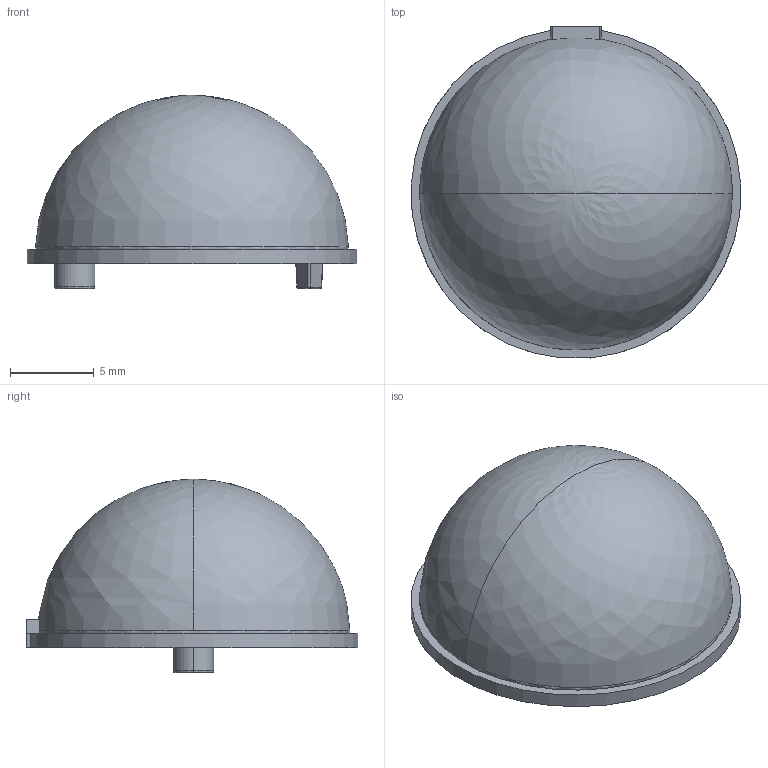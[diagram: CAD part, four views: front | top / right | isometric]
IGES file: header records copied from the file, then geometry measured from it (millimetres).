
Start section:  PTC IGES file: 60521.igs
Global section: file name: 60521.igs; native system: Pro/ENGINEER by Parametric Technology Corporation; preprocessor: 2010280; author: casea; organization: Unknown; date: 20120511.143201; units: millimetre
Bounding box: 19.67 x 19.81 x 11.54 mm (x, y, z)
Volume: 1613.4 mm3; surface area: 1039 mm2
Topology: 1 solids, 1 shells, 40 faces, 95 edges, 56 vertices
Faces by surface type: revolution 26, bspline 14
